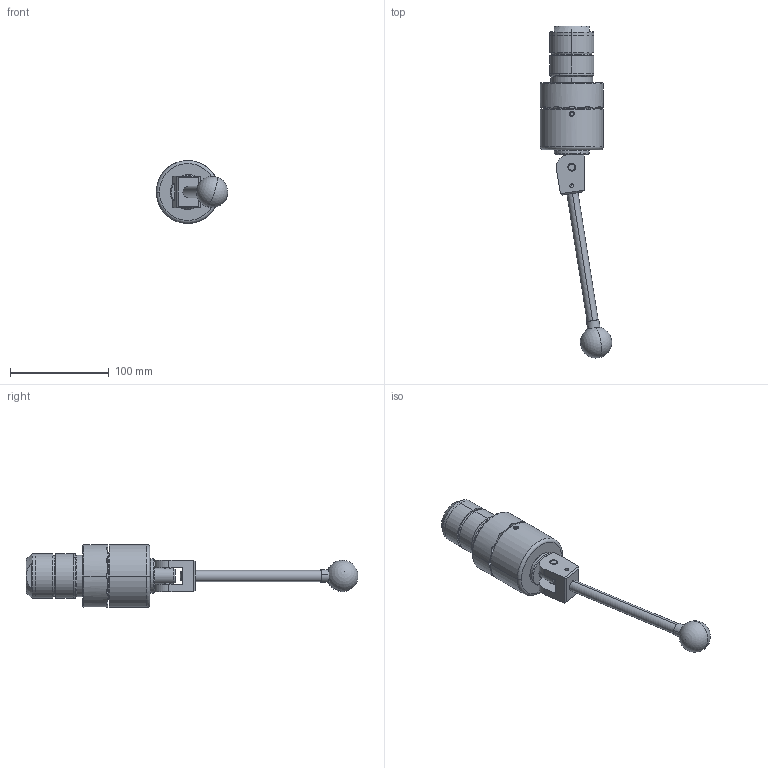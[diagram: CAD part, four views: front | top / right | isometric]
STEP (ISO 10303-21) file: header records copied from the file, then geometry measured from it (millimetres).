
FILE_DESCRIPTION (( 'STEP AP214' ), '1' );
FILE_NAME ('CTSC-003606.STEP', '2025-05-30T17:31:51', ( '' ), ( '' ), 'SwSTEP 2.0', 'SolidWorks 2023', '' );
FILE_SCHEMA (( 'AUTOMOTIVE_DESIGN' ));
Length unit declared in the file: inch
Products named in the file (1): CTSC-003606
Bounding box: 72.13 x 335.59 x 63.5 mm (x, y, z)
Volume: 334162.8 mm3; surface area: 73961.2 mm2
Topology: 10 solids, 10 shells, 270 faces, 650 edges, 409 vertices
Faces by surface type: cylinder 106, plane 97, cone 42, torus 20, bspline 3, sphere 2
Entity records: 12867 total; most frequent: CARTESIAN_POINT 3048, DIRECTION 1327, ORIENTED_EDGE 1282, EDGE_CURVE 641, AXIS2_PLACEMENT_3D 546, VERTEX_POINT 406, EDGE_LOOP 305, CIRCLE 278
